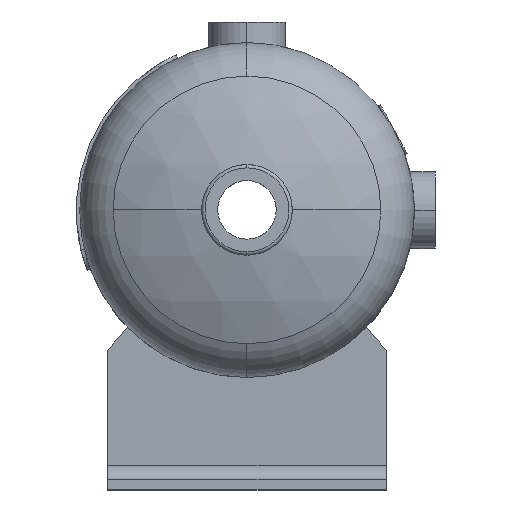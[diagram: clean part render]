
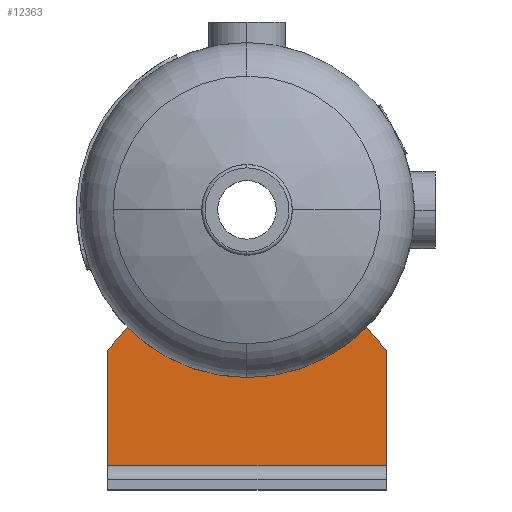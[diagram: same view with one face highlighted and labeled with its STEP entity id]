
A CAD part, top view. The second image highlights one B-rep face of the part: STEP entity #12363.
In plain terms, the highlighted face is planar.
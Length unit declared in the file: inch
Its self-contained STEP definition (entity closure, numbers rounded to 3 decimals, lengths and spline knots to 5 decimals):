
#17 = DIRECTION ( 'NONE',  ( 0., 0., 1. ) ) ;
#385 = CARTESIAN_POINT ( 'NONE',  ( -1.328, 0., 0. ) ) ;
#459 = VERTEX_POINT ( 'NONE', #9466 ) ;
#602 = LINE ( 'NONE', #12605, #692 ) ;
#692 = VECTOR ( 'NONE', #4728, 39.37008 ) ;
#809 = EDGE_CURVE ( 'NONE', #5983, #2348, #4168, .T. ) ;
#879 = VERTEX_POINT ( 'NONE', #6764 ) ;
#1486 = CARTESIAN_POINT ( 'NONE',  ( -1.328, -2.1429, -2.90625 ) ) ;
#1872 = DIRECTION ( 'NONE',  ( 0., -0.655, -0.756 ) ) ;
#1873 = EDGE_CURVE ( 'NONE', #5983, #879, #602, .T. ) ;
#1989 = AXIS2_PLACEMENT_3D ( 'NONE', #9090, #12149, #7071 ) ;
#2131 = DIRECTION ( 'NONE',  ( 0., 0., 1. ) ) ;
#2227 = CARTESIAN_POINT ( 'NONE',  ( -1.328, 0., -5.00577 ) ) ;
#2258 = CARTESIAN_POINT ( 'NONE',  ( -1.328, 2.5, 0. ) ) ;
#2319 = LINE ( 'NONE', #2258, #10114 ) ;
#2343 = ORIENTED_EDGE ( 'NONE', *, *, #809, .T. ) ;
#2348 = VERTEX_POINT ( 'NONE', #5765 ) ;
#2845 = CARTESIAN_POINT ( 'NONE',  ( -1.328, -2.1429, -2.90625 ) ) ;
#3309 = EDGE_CURVE ( 'NONE', #7089, #7875, #10960, .T. ) ;
#3711 = VECTOR ( 'NONE', #4297, 39.37008 ) ;
#3874 = EDGE_CURVE ( 'NONE', #3907, #459, #4037, .T. ) ;
#3907 = VERTEX_POINT ( 'NONE', #9842 ) ;
#4023 = VECTOR ( 'NONE', #4371, 39.37008 ) ;
#4037 = LINE ( 'NONE', #8798, #12653 ) ;
#4168 = LINE ( 'NONE', #12123, #3711 ) ;
#4255 = DIRECTION ( 'NONE',  ( 1., 0., 0. ) ) ;
#4297 = DIRECTION ( 'NONE',  ( 0., 0., -1. ) ) ;
#4371 = DIRECTION ( 'NONE',  ( 0., -0.655, 0.756 ) ) ;
#4728 = DIRECTION ( 'NONE',  ( 0., 1., 0. ) ) ;
#4815 = EDGE_CURVE ( 'NONE', #7875, #2348, #5418, .T. ) ;
#5418 = LINE ( 'NONE', #1486, #4023 ) ;
#5420 = CARTESIAN_POINT ( 'NONE',  ( -1.328, 0., -2.00577 ) ) ;
#5765 = CARTESIAN_POINT ( 'NONE',  ( -1.328, -2.5, -2.49385 ) ) ;
#5983 = VERTEX_POINT ( 'NONE', #7476 ) ;
#6764 = CARTESIAN_POINT ( 'NONE',  ( -1.328, 2.5, -0.422 ) ) ;
#6953 = EDGE_CURVE ( 'NONE', #459, #7089, #7213, .T. ) ;
#7071 = DIRECTION ( 'NONE',  ( 0., 0., 1. ) ) ;
#7085 = ORIENTED_EDGE ( 'NONE', *, *, #4815, .F. ) ;
#7089 = VERTEX_POINT ( 'NONE', #5420 ) ;
#7213 = CIRCLE ( 'NONE', #8885, 3. ) ;
#7361 = EDGE_CURVE ( 'NONE', #3907, #879, #2319, .T. ) ;
#7476 = CARTESIAN_POINT ( 'NONE',  ( -1.328, -2.5, -0.422 ) ) ;
#7875 = VERTEX_POINT ( 'NONE', #2845 ) ;
#7970 = EDGE_LOOP ( 'NONE', ( #10072, #10147, #9061, #2343, #7085, #10611, #10021 ) ) ;
#8351 = DIRECTION ( 'NONE',  ( -1., 0., 0. ) ) ;
#8798 = CARTESIAN_POINT ( 'NONE',  ( -1.328, 2.1429, -2.90625 ) ) ;
#8834 = AXIS2_PLACEMENT_3D ( 'NONE', #385, #8351, #11479 ) ;
#8885 = AXIS2_PLACEMENT_3D ( 'NONE', #2227, #4255, #17 ) ;
#9061 = ORIENTED_EDGE ( 'NONE', *, *, #1873, .F. ) ;
#9090 = CARTESIAN_POINT ( 'NONE',  ( -1.328, 0., -5.00577 ) ) ;
#9326 = PLANE ( 'NONE',  #8834 ) ;
#9391 = FACE_OUTER_BOUND ( 'NONE', #7970, .T. ) ;
#9466 = CARTESIAN_POINT ( 'NONE',  ( -1.328, 2.1429, -2.90625 ) ) ;
#9842 = CARTESIAN_POINT ( 'NONE',  ( -1.328, 2.5, -2.49385 ) ) ;
#10021 = ORIENTED_EDGE ( 'NONE', *, *, #6953, .F. ) ;
#10072 = ORIENTED_EDGE ( 'NONE', *, *, #3874, .F. ) ;
#10114 = VECTOR ( 'NONE', #2131, 39.37008 ) ;
#10147 = ORIENTED_EDGE ( 'NONE', *, *, #7361, .T. ) ;
#10611 = ORIENTED_EDGE ( 'NONE', *, *, #3309, .F. ) ;
#10960 = CIRCLE ( 'NONE', #1989, 3. ) ;
#11479 = DIRECTION ( 'NONE',  ( 0., 0., 1. ) ) ;
#12123 = CARTESIAN_POINT ( 'NONE',  ( -1.328, -2.5, 0. ) ) ;
#12149 = DIRECTION ( 'NONE',  ( 1., 0., 0. ) ) ;
#12363 = ADVANCED_FACE ( 'NONE', ( #9391 ), #9326, .F. ) ;
#12605 = CARTESIAN_POINT ( 'NONE',  ( -1.328, -2.5, -0.422 ) ) ;
#12653 = VECTOR ( 'NONE', #1872, 39.37008 ) ;
